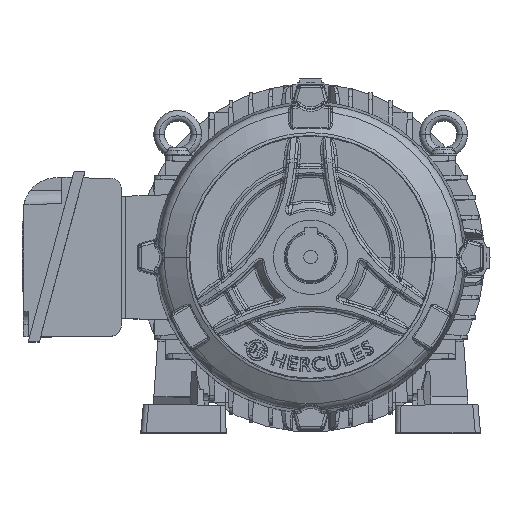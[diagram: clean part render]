
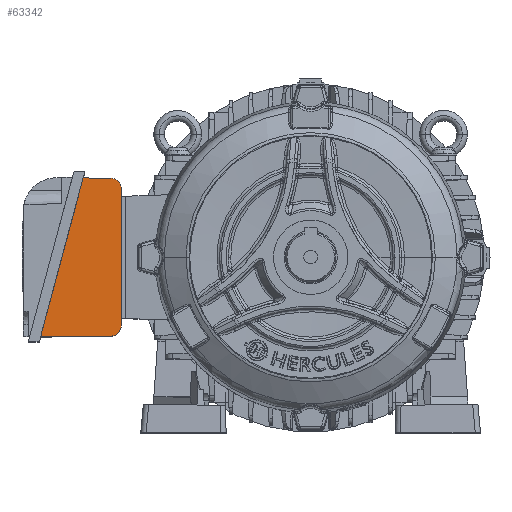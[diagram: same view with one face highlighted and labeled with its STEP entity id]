
A CAD part, top view. The second image highlights one B-rep face of the part: STEP entity #63342.
In plain terms, the highlighted planar face has unit normal (0.017, -0.004, 1).
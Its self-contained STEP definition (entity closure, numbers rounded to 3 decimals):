
#124 = ORIENTED_EDGE ( 'NONE', *, *, #1386, .F. ) ;
#656 = CARTESIAN_POINT ( 'NONE',  ( -150.36, 59.387, 16.898 ) ) ;
#1386 = EDGE_CURVE ( 'NONE', #87014, #90536, #78365, .T. ) ;
#4304 = EDGE_CURVE ( 'NONE', #23917, #46933, #4956, .T. ) ;
#4956 = LINE ( 'NONE', #11784, #92775 ) ;
#11636 = CARTESIAN_POINT ( 'NONE',  ( -142.5, -51.32, 16.266 ) ) ;
#11784 = CARTESIAN_POINT ( 'NONE',  ( -141.395, -59.24, 16.211 ) ) ;
#14438 = CARTESIAN_POINT ( 'NONE',  ( -142.5, 56.01, 16.751 ) ) ;
#17508 = ORIENTED_EDGE ( 'NONE', *, *, #21406, .F. ) ;
#17689 = EDGE_CURVE ( 'NONE', #61307, #87014, #62141, .T. ) ;
#21406 = EDGE_CURVE ( 'NONE', #23917, #100755, #36711, .T. ) ;
#23917 = VERTEX_POINT ( 'NONE', #50194 ) ;
#29485 = CARTESIAN_POINT ( 'NONE',  ( -142.5, -55.973, 16.245 ) ) ;
#33122 = DIRECTION ( 'NONE',  ( 1., 0., -0.017 ) ) ;
#33628 = FACE_OUTER_BOUND ( 'NONE', #83239, .T. ) ;
#36711 = LINE ( 'NONE', #82956, #49793 ) ;
#37713 = CARTESIAN_POINT ( 'NONE',  ( -171.114, 59.749, 17.25 ) ) ;
#39649 = CARTESIAN_POINT ( 'NONE',  ( -142.5, 51.388, 16.73 ) ) ;
#41101 = CARTESIAN_POINT ( 'NONE',  ( -141.378, 59.23, 16.746 ) ) ;
#42525 = PLANE ( 'NONE',  #100825 ) ;
#43850 = CARTESIAN_POINT ( 'NONE',  ( -142.5, 10.284, 16.544 ) ) ;
#46933 = VERTEX_POINT ( 'NONE', #57100 ) ;
#48027 = CARTESIAN_POINT ( 'NONE',  ( -150.36, 59.387, 16.898 ) ) ;
#49793 = VECTOR ( 'NONE', #68737, 1000. ) ;
#50194 = CARTESIAN_POINT ( 'NONE',  ( -203.142, -59.779, 17.25 ) ) ;
#53844 = VECTOR ( 'NONE', #58384, 1000. ) ;
#56761 = EDGE_CURVE ( 'NONE', #90536, #46933, #88890, .T. ) ;
#57100 = CARTESIAN_POINT ( 'NONE',  ( -150.43, -59.319, 16.363 ) ) ;
#58384 = DIRECTION ( 'NONE',  ( 1., -0.017, -0.017 ) ) ;
#60013 = ORIENTED_EDGE ( 'NONE', *, *, #4304, .T. ) ;
#61307 = VERTEX_POINT ( 'NONE', #656 ) ;
#61502 = EDGE_CURVE ( 'NONE', #100755, #61307, #82040, .T. ) ;
#62141 =( BOUNDED_CURVE ( )  B_SPLINE_CURVE ( 3, ( #48027, #102754, #14438, #39649 ),
 .UNSPECIFIED., .F., .F. ) 
 B_SPLINE_CURVE_WITH_KNOTS ( ( 4, 4 ),
 ( 4.468, 6.021 ),
 .UNSPECIFIED. ) 
 CURVE ( )  GEOMETRIC_REPRESENTATION_ITEM ( )  RATIONAL_B_SPLINE_CURVE ( ( 1., 0.809, 0.809, 1. ) ) 
 REPRESENTATION_ITEM ( '' )  );
#62195 = CARTESIAN_POINT ( 'NONE',  ( -142.5, 51.388, 16.73 ) ) ;
#63342 = ADVANCED_FACE ( 'NONE', ( #33628 ), #42525, .T. ) ;
#67785 = ORIENTED_EDGE ( 'NONE', *, *, #61502, .F. ) ;
#68737 = DIRECTION ( 'NONE',  ( 0.259, 0.966, 0. ) ) ;
#70998 = DIRECTION ( 'NONE',  ( 0., -1., -0.005 ) ) ;
#75597 = ORIENTED_EDGE ( 'NONE', *, *, #56761, .F. ) ;
#77259 = CARTESIAN_POINT ( 'NONE',  ( -150.43, -59.319, 16.363 ) ) ;
#78365 = LINE ( 'NONE', #43850, #98069 ) ;
#82040 = LINE ( 'NONE', #41101, #53844 ) ;
#82435 = CARTESIAN_POINT ( 'NONE',  ( -184.369, 10.281, 17.25 ) ) ;
#82956 = CARTESIAN_POINT ( 'NONE',  ( -184.369, 10.281, 17.25 ) ) ;
#83239 = EDGE_LOOP ( 'NONE', ( #17508, #60013, #75597, #124, #87908, #67785 ) ) ;
#84265 = DIRECTION ( 'NONE',  ( 1., 0.009, -0.017 ) ) ;
#87014 = VERTEX_POINT ( 'NONE', #62195 ) ;
#87908 = ORIENTED_EDGE ( 'NONE', *, *, #17689, .F. ) ;
#88679 = CARTESIAN_POINT ( 'NONE',  ( -142.5, -51.32, 16.266 ) ) ;
#88890 =( BOUNDED_CURVE ( )  B_SPLINE_CURVE ( 3, ( #11636, #29485, #100449, #77259 ),
 .UNSPECIFIED., .F., .F. ) 
 B_SPLINE_CURVE_WITH_KNOTS ( ( 4, 4 ),
 ( 6.021, 7.583 ),
 .UNSPECIFIED. ) 
 CURVE ( )  GEOMETRIC_REPRESENTATION_ITEM ( )  RATIONAL_B_SPLINE_CURVE ( ( 1., 0.807, 0.807, 1. ) ) 
 REPRESENTATION_ITEM ( '' )  );
#90374 = DIRECTION ( 'NONE',  ( 0.017, -0.005, 1. ) ) ;
#90536 = VERTEX_POINT ( 'NONE', #88679 ) ;
#92775 = VECTOR ( 'NONE', #84265, 1000. ) ;
#98069 = VECTOR ( 'NONE', #70998, 1000. ) ;
#100449 = CARTESIAN_POINT ( 'NONE',  ( -145.776, -59.279, 16.285 ) ) ;
#100755 = VERTEX_POINT ( 'NONE', #37713 ) ;
#100825 = AXIS2_PLACEMENT_3D ( 'NONE', #82435, #90374, #33122 ) ;
#102754 = CARTESIAN_POINT ( 'NONE',  ( -145.739, 59.307, 16.82 ) ) ;
